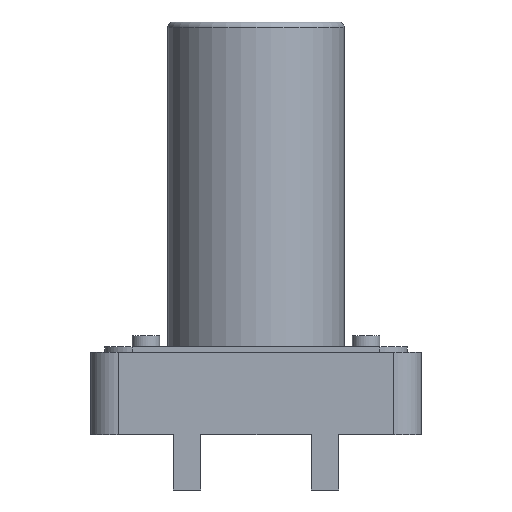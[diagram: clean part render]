
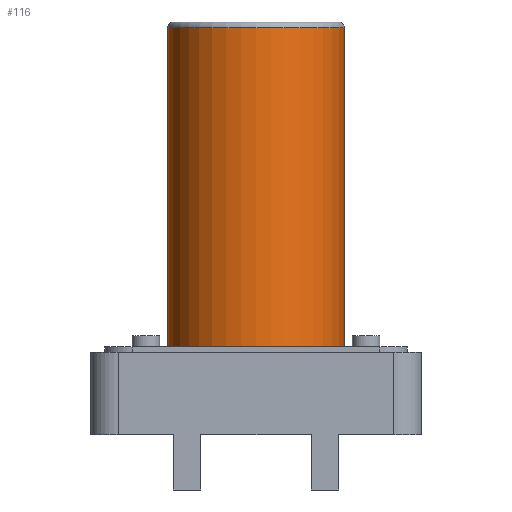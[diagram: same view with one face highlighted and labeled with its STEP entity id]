
A CAD part, front view. The second image highlights one B-rep face of the part: STEP entity #116.
In plain terms, the highlighted cylindrical face has radius 3.2 mm (diameter 6.4 mm), a partial arc.
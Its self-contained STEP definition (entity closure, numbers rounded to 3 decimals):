
#29 = VECTOR ( 'NONE', #673, 1000. ) ;
#52 = AXIS2_PLACEMENT_3D ( 'NONE', #575, #544, #585 ) ;
#85 = VECTOR ( 'NONE', #807, 1000. ) ;
#101 = CIRCLE ( 'NONE', #52, 3.2 ) ;
#111 = EDGE_CURVE ( 'NONE', #1696, #1574, #1070, .T. ) ;
#116 = ADVANCED_FACE ( 'NONE', ( #1792 ), #1772, .T. ) ;
#231 = EDGE_CURVE ( 'NONE', #1696, #1701, #680, .T. ) ;
#241 = EDGE_CURVE ( 'NONE', #1574, #1780, #816, .T. ) ;
#275 = EDGE_CURVE ( 'NONE', #1780, #1701, #101, .T. ) ;
#524 = CARTESIAN_POINT ( 'NONE',  ( 2.8, -6., 3.2 ) ) ;
#544 = DIRECTION ( 'NONE',  ( 0., 0., 1. ) ) ;
#575 = CARTESIAN_POINT ( 'NONE',  ( 6., -6., 3.2 ) ) ;
#585 = DIRECTION ( 'NONE',  ( 1., 0., 0. ) ) ;
#624 = CARTESIAN_POINT ( 'NONE',  ( 2.8, -6., 14.8 ) ) ;
#639 = CARTESIAN_POINT ( 'NONE',  ( 9.2, -6., 3.2 ) ) ;
#652 = CARTESIAN_POINT ( 'NONE',  ( 9.2, -6., 14.8 ) ) ;
#673 = DIRECTION ( 'NONE',  ( 0., 0., -1. ) ) ;
#674 = CARTESIAN_POINT ( 'NONE',  ( 9.2, -6., 15. ) ) ;
#680 = LINE ( 'NONE', #674, #29 ) ;
#807 = DIRECTION ( 'NONE',  ( 0., 0., -1. ) ) ;
#816 = LINE ( 'NONE', #886, #85 ) ;
#886 = CARTESIAN_POINT ( 'NONE',  ( 2.8, -6., 15. ) ) ;
#1031 = AXIS2_PLACEMENT_3D ( 'NONE', #1261, #1208, #1353 ) ;
#1045 = AXIS2_PLACEMENT_3D ( 'NONE', #1487, #1354, #1671 ) ;
#1070 = CIRCLE ( 'NONE', #1031, 3.2 ) ;
#1208 = DIRECTION ( 'NONE',  ( 0., 0., -1. ) ) ;
#1243 = ORIENTED_EDGE ( 'NONE', *, *, #231, .F. ) ;
#1261 = CARTESIAN_POINT ( 'NONE',  ( 6., -6., 14.8 ) ) ;
#1266 = ORIENTED_EDGE ( 'NONE', *, *, #241, .T. ) ;
#1312 = EDGE_LOOP ( 'NONE', ( #1243, #1431, #1266, #1477 ) ) ;
#1353 = DIRECTION ( 'NONE',  ( 1., 0., 0. ) ) ;
#1354 = DIRECTION ( 'NONE',  ( 0., 0., -1. ) ) ;
#1431 = ORIENTED_EDGE ( 'NONE', *, *, #111, .T. ) ;
#1477 = ORIENTED_EDGE ( 'NONE', *, *, #275, .T. ) ;
#1487 = CARTESIAN_POINT ( 'NONE',  ( 6., -6., 15. ) ) ;
#1574 = VERTEX_POINT ( 'NONE', #624 ) ;
#1671 = DIRECTION ( 'NONE',  ( -1., 0., 0. ) ) ;
#1696 = VERTEX_POINT ( 'NONE', #652 ) ;
#1701 = VERTEX_POINT ( 'NONE', #639 ) ;
#1772 = CYLINDRICAL_SURFACE ( 'NONE', #1045, 3.2 ) ;
#1780 = VERTEX_POINT ( 'NONE', #524 ) ;
#1792 = FACE_OUTER_BOUND ( 'NONE', #1312, .T. ) ;
